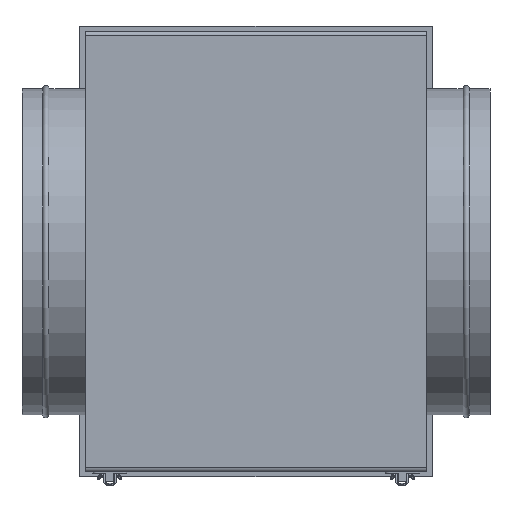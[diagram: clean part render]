
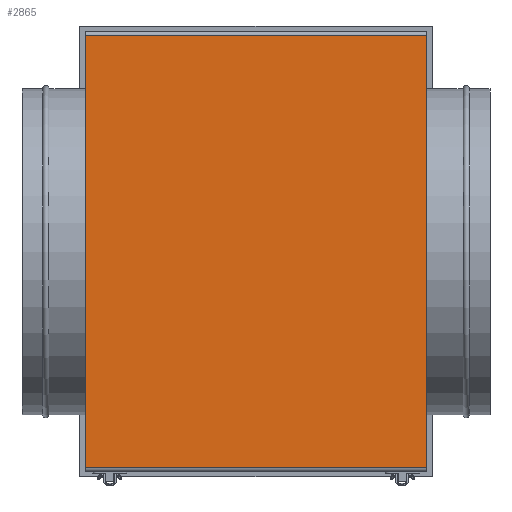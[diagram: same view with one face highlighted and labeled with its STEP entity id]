
A CAD part, front view. The second image highlights one B-rep face of the part: STEP entity #2865.
In plain terms, the highlighted planar face has unit normal (0, -1, 0).
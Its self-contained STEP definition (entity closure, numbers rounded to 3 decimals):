
#2592 = EDGE_CURVE ( 'NONE', #2619, #2593, #7580, .T. ) ;
#2593 = VERTEX_POINT ( 'NONE', #7638 ) ;
#2619 = VERTEX_POINT ( 'NONE', #7661 ) ;
#2757 = VERTEX_POINT ( 'NONE', #7952 ) ;
#2759 = EDGE_CURVE ( 'NONE', #2757, #2760, #7951, .T. ) ;
#2760 = VERTEX_POINT ( 'NONE', #7947 ) ;
#2793 = ORIENTED_EDGE ( 'NONE', *, *, #2794, .T. ) ;
#2794 = EDGE_CURVE ( 'NONE', #2757, #2619, #8001, .T. ) ;
#2865 = ADVANCED_FACE ( 'NONE', ( #8080 ), #8082, .F. ) ;
#2866 = EDGE_LOOP ( 'NONE', ( #2867, #2868, #2870, #2793 ) ) ;
#2867 = ORIENTED_EDGE ( 'NONE', *, *, #2592, .T. ) ;
#2868 = ORIENTED_EDGE ( 'NONE', *, *, #2869, .T. ) ;
#2869 = EDGE_CURVE ( 'NONE', #2593, #2760, #8144, .T. ) ;
#2870 = ORIENTED_EDGE ( 'NONE', *, *, #2759, .F. ) ;
#7579 = CARTESIAN_POINT ( 'NONE',  ( 165., 0., 421.263 ) ) ;
#7580 = LINE ( 'NONE', #7579, #7640 ) ;
#7638 = CARTESIAN_POINT ( 'NONE',  ( -165., 0., 421.263 ) ) ;
#7639 = DIRECTION ( 'NONE',  ( -1., 0., 0. ) ) ;
#7640 = VECTOR ( 'NONE', #7639, 1000. ) ;
#7661 = CARTESIAN_POINT ( 'NONE',  ( 165., 0., 421.263 ) ) ;
#7947 = CARTESIAN_POINT ( 'NONE',  ( -165., 0., 3.737 ) ) ;
#7948 = DIRECTION ( 'NONE',  ( -1., 0., 0. ) ) ;
#7949 = VECTOR ( 'NONE', #7948, 1000. ) ;
#7950 = CARTESIAN_POINT ( 'NONE',  ( -165., 0., 3.737 ) ) ;
#7951 = LINE ( 'NONE', #7950, #7949 ) ;
#7952 = CARTESIAN_POINT ( 'NONE',  ( 165., 0., 3.737 ) ) ;
#7998 = DIRECTION ( 'NONE',  ( 0., 0., 1. ) ) ;
#7999 = VECTOR ( 'NONE', #7998, 1000. ) ;
#8000 = CARTESIAN_POINT ( 'NONE',  ( 165., 0., 425. ) ) ;
#8001 = LINE ( 'NONE', #8000, #7999 ) ;
#8080 = FACE_OUTER_BOUND ( 'NONE', #2866, .T. ) ;
#8081 = CARTESIAN_POINT ( 'NONE',  ( -165., 0., 425. ) ) ;
#8082 = PLANE ( 'NONE',  #8143 ) ;
#8138 = DIRECTION ( 'NONE',  ( 0., 0., -1. ) ) ;
#8139 = VECTOR ( 'NONE', #8138, 1000. ) ;
#8140 = CARTESIAN_POINT ( 'NONE',  ( -165., 0., 425. ) ) ;
#8141 = DIRECTION ( 'NONE',  ( 0., 0., 1. ) ) ;
#8142 = DIRECTION ( 'NONE',  ( 0., 1., 0. ) ) ;
#8143 = AXIS2_PLACEMENT_3D ( 'NONE', #8081, #8142, #8141 ) ;
#8144 = LINE ( 'NONE', #8140, #8139 ) ;
